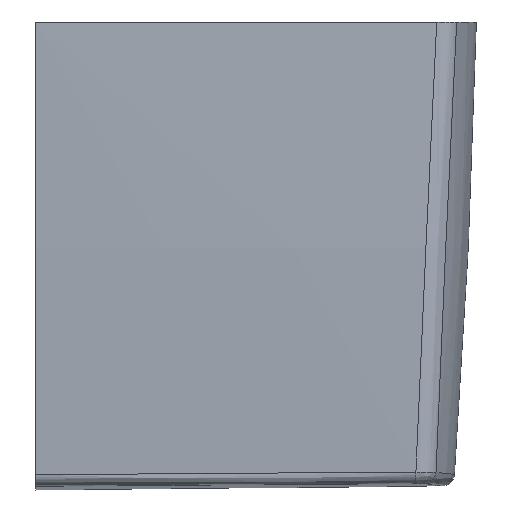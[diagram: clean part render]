
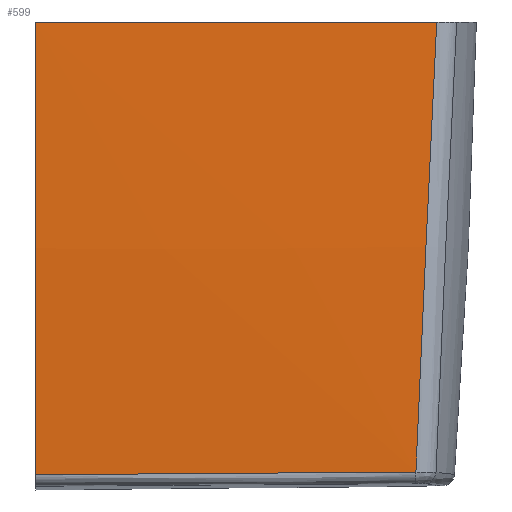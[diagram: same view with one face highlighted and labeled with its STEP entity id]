
A CAD part, left-side view. The second image highlights one B-rep face of the part: STEP entity #599.
In plain terms, the highlighted free-form (B-spline) face has degree [3, 3] with [6, 4] control points.
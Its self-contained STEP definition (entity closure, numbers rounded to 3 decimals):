
#357=B_SPLINE_SURFACE_WITH_KNOTS('',3,3,((#8090,#8091,#8092,#8093),(#8094,
#8095,#8096,#8097),(#8098,#8099,#8100,#8101),(#8102,#8103,#8104,#8105),(#8106,
#8107,#8108,#8109),(#8110,#8111,#8112,#8113)),.UNSPECIFIED.,.F.,.F.,.F.,
(4,2,4),(4,4),(0.,0.503,1.),(0.,1.),.UNSPECIFIED.);
#599=ADVANCED_FACE('',(#815),#357,.T.);
#815=FACE_OUTER_BOUND('',#1055,.T.);
#1055=EDGE_LOOP('',(#1968,#1969,#1970,#1971));
#1968=ORIENTED_EDGE('',*,*,#2838,.T.);
#1969=ORIENTED_EDGE('',*,*,#2848,.T.);
#1970=ORIENTED_EDGE('',*,*,#2846,.T.);
#1971=ORIENTED_EDGE('',*,*,#2837,.T.);
#2358=VERTEX_POINT('',#7952);
#2361=VERTEX_POINT('',#7963);
#2362=VERTEX_POINT('',#7978);
#2368=VERTEX_POINT('',#8068);
#2837=EDGE_CURVE('',#2358,#2361,#3246,.T.);
#2838=EDGE_CURVE('',#2361,#2362,#3247,.T.);
#2846=EDGE_CURVE('',#2368,#2358,#3254,.T.);
#2848=EDGE_CURVE('',#2362,#2368,#3255,.T.);
#3246=B_SPLINE_CURVE_WITH_KNOTS('',3,(#7964,#7965,#7966,#7967,#7968,#7969),
 .UNSPECIFIED.,.F.,.F.,(4,2,4),(0.,0.5,1.),.UNSPECIFIED.);
#3247=B_SPLINE_CURVE_WITH_KNOTS('',3,(#7974,#7975,#7976,#7977),.UNSPECIFIED.,
 .F.,.F.,(4,4),(0.,1.),.UNSPECIFIED.);
#3254=B_SPLINE_CURVE_WITH_KNOTS('',3,(#8037,#8038,#8039,#8040,#8041,#8042,
#8043,#8044,#8045,#8046,#8047,#8048,#8049,#8050,#8051,#8052,#8053,#8054,
#8055,#8056,#8057,#8058,#8059,#8060,#8061,#8062,#8063,#8064,#8065,#8066,
#8067),.UNSPECIFIED.,.F.,.F.,(4,2,2,2,1,1,1,2,2,2,2,2,1,1,1,1,2,2,4),(0.,
0.125,0.188,0.219,0.234,0.242,
0.246,0.248,0.25,0.375,
0.438,0.469,0.484,0.492,0.496,
0.498,0.499,0.5,1.),.UNSPECIFIED.);
#3255=B_SPLINE_CURVE_WITH_KNOTS('',3,(#8084,#8085,#8086,#8087,#8088,#8089),
 .UNSPECIFIED.,.F.,.F.,(4,2,4),(0.,0.5,1.),.UNSPECIFIED.);
#7952=CARTESIAN_POINT('',(-84.315,0.,-297.945));
#7963=CARTESIAN_POINT('',(-92.998,0.,0.));
#7964=CARTESIAN_POINT('',(-84.315,0.,-297.945));
#7965=CARTESIAN_POINT('',(-87.036,0.,-248.311));
#7966=CARTESIAN_POINT('',(-89.119,0.,-198.658));
#7967=CARTESIAN_POINT('',(-92.013,0.,-99.336));
#7968=CARTESIAN_POINT('',(-92.824,0.,-49.67));
#7969=CARTESIAN_POINT('',(-92.998,0.,0.));
#7974=CARTESIAN_POINT('',(-92.998,0.,0.));
#7975=CARTESIAN_POINT('',(-90.236,-84.536,0.));
#7976=CARTESIAN_POINT('',(-86.06,-172.508,0.));
#7977=CARTESIAN_POINT('',(-80.469,-263.915,0.));
#7978=CARTESIAN_POINT('',(-80.469,-263.915,0.));
#8037=CARTESIAN_POINT('',(-75.411,-250.21,-296.163));
#8038=CARTESIAN_POINT('',(-75.793,-242.559,-296.343));
#8039=CARTESIAN_POINT('',(-76.235,-233.524,-296.528));
#8040=CARTESIAN_POINT('',(-76.968,-217.895,-296.788));
#8041=CARTESIAN_POINT('',(-77.223,-212.339,-296.871));
#8042=CARTESIAN_POINT('',(-77.621,-203.485,-296.987));
#8043=CARTESIAN_POINT('',(-77.756,-200.447,-297.024));
#8044=CARTESIAN_POINT('',(-77.961,-195.761,-297.077));
#8045=CARTESIAN_POINT('',(-78.065,-193.385,-297.103));
#8046=CARTESIAN_POINT('',(-78.187,-190.556,-297.132));
#8047=CARTESIAN_POINT('',(-78.248,-189.128,-297.146));
#8048=CARTESIAN_POINT('',(-78.275,-188.512,-297.152));
#8049=CARTESIAN_POINT('',(-78.292,-188.101,-297.156));
#8050=CARTESIAN_POINT('',(-78.3,-187.926,-297.158));
#8051=CARTESIAN_POINT('',(-78.957,-172.555,-297.304));
#8052=CARTESIAN_POINT('',(-79.464,-159.773,-297.378));
#8053=CARTESIAN_POINT('',(-80.064,-144.136,-297.446));
#8054=CARTESIAN_POINT('',(-80.237,-139.512,-297.461));
#8055=CARTESIAN_POINT('',(-80.459,-133.461,-297.478));
#8056=CARTESIAN_POINT('',(-80.527,-131.591,-297.483));
#8057=CARTESIAN_POINT('',(-80.621,-129.007,-297.49));
#8058=CARTESIAN_POINT('',(-80.665,-127.77,-297.493));
#8059=CARTESIAN_POINT('',(-80.713,-126.424,-297.496));
#8060=CARTESIAN_POINT('',(-80.736,-125.775,-297.497));
#8061=CARTESIAN_POINT('',(-80.748,-125.457,-297.498));
#8062=CARTESIAN_POINT('',(-80.753,-125.321,-297.499));
#8063=CARTESIAN_POINT('',(-80.756,-125.232,-297.499));
#8064=CARTESIAN_POINT('',(-80.756,-125.238,-297.499));
#8065=CARTESIAN_POINT('',(-82.51,-75.932,-297.621));
#8066=CARTESIAN_POINT('',(-83.589,-34.21,-297.628));
#8067=CARTESIAN_POINT('',(-84.315,0.,-297.945));
#8068=CARTESIAN_POINT('',(-75.411,-250.21,-296.163));
#8084=CARTESIAN_POINT('',(-80.469,-263.915,0.));
#8085=CARTESIAN_POINT('',(-80.883,-261.484,-49.363));
#8086=CARTESIAN_POINT('',(-80.669,-259.099,-98.737));
#8087=CARTESIAN_POINT('',(-78.982,-254.56,-197.468));
#8088=CARTESIAN_POINT('',(-77.507,-252.408,-246.829));
#8089=CARTESIAN_POINT('',(-75.411,-250.21,-296.163));
#8090=CARTESIAN_POINT('',(-84.217,0.,-299.732));
#8091=CARTESIAN_POINT('',(-82.335,-83.979,-300.881));
#8092=CARTESIAN_POINT('',(-79.432,-167.935,-300.423));
#8093=CARTESIAN_POINT('',(-75.234,-251.769,-298.324));
#8094=CARTESIAN_POINT('',(-86.986,0.,-249.502));
#8095=CARTESIAN_POINT('',(-84.948,-84.129,-250.457));
#8096=CARTESIAN_POINT('',(-81.82,-168.823,-250.073));
#8097=CARTESIAN_POINT('',(-77.374,-253.998,-248.324));
#8098=CARTESIAN_POINT('',(-89.102,0.,-199.254));
#8099=CARTESIAN_POINT('',(-86.913,-84.263,-200.01));
#8100=CARTESIAN_POINT('',(-83.565,-169.678,-199.698));
#8101=CARTESIAN_POINT('',(-78.876,-256.177,-198.295));
#8102=CARTESIAN_POINT('',(-92.013,0.,-99.336));
#8103=CARTESIAN_POINT('',(-89.525,-84.608,-99.708));
#8104=CARTESIAN_POINT('',(-85.742,-171.534,-99.548));
#8105=CARTESIAN_POINT('',(-80.573,-260.745,-98.843));
#8106=CARTESIAN_POINT('',(-92.824,0.,-49.67));
#8107=CARTESIAN_POINT('',(-90.189,-84.819,-49.854));
#8108=CARTESIAN_POINT('',(-86.191,-172.534,-49.771));
#8109=CARTESIAN_POINT('',(-80.785,-263.131,-49.416));
#8110=CARTESIAN_POINT('',(-92.998,0.,0.));
#8111=CARTESIAN_POINT('',(-90.219,-85.044,0.));
#8112=CARTESIAN_POINT('',(-86.01,-173.564,0.));
#8113=CARTESIAN_POINT('',(-80.369,-265.561,0.));
